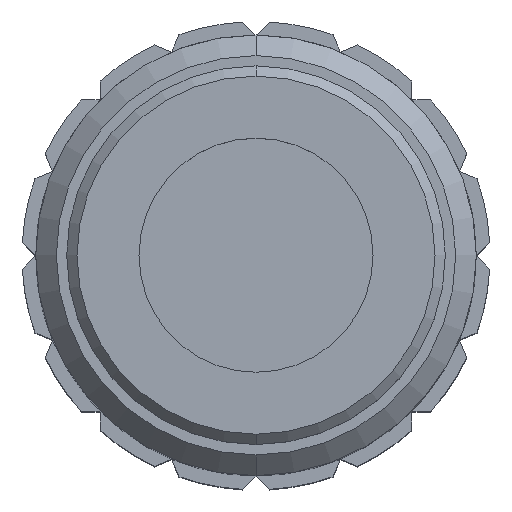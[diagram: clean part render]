
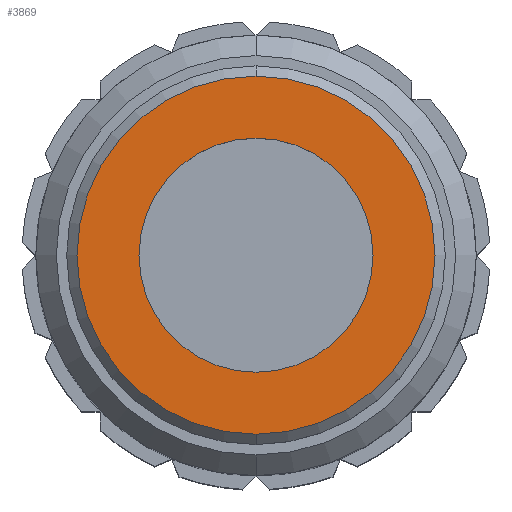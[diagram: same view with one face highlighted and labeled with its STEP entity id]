
A CAD part, top view. The second image highlights one B-rep face of the part: STEP entity #3869.
In plain terms, the highlighted planar face has unit normal (0, 0, 1).
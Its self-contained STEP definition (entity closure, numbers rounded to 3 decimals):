
#57 = EDGE_CURVE ( 'NONE', #2789, #2156, #4527, .T. ) ;
#85 = FACE_BOUND ( 'NONE', #120, .T. ) ;
#120 = EDGE_LOOP ( 'NONE', ( #590, #2449 ) ) ;
#402 = ORIENTED_EDGE ( 'NONE', *, *, #2030, .T. ) ;
#463 = DIRECTION ( 'NONE',  ( 0., 0., 1. ) ) ;
#581 = AXIS2_PLACEMENT_3D ( 'NONE', #4657, #800, #2734 ) ;
#590 = ORIENTED_EDGE ( 'NONE', *, *, #57, .F. ) ;
#594 = VERTEX_POINT ( 'NONE', #3119 ) ;
#611 = CARTESIAN_POINT ( 'NONE',  ( 0., 8.5, 66.5 ) ) ;
#800 = DIRECTION ( 'NONE',  ( 0., 0., 1. ) ) ;
#1291 = DIRECTION ( 'NONE',  ( 0., -1., 0. ) ) ;
#1410 = EDGE_CURVE ( 'NONE', #2156, #2789, #4252, .T. ) ;
#1743 = CARTESIAN_POINT ( 'NONE',  ( 0., 13.75, 66.5 ) ) ;
#1812 = VERTEX_POINT ( 'NONE', #1936 ) ;
#1896 = CARTESIAN_POINT ( 'NONE',  ( 0., 0., 66.5 ) ) ;
#1936 = CARTESIAN_POINT ( 'NONE',  ( 0., 13., 66.5 ) ) ;
#1965 = DIRECTION ( 'NONE',  ( 0., 0., 1. ) ) ;
#2030 = EDGE_CURVE ( 'NONE', #594, #1812, #4953, .T. ) ;
#2137 = DIRECTION ( 'NONE',  ( 0., 1., 0. ) ) ;
#2156 = VERTEX_POINT ( 'NONE', #611 ) ;
#2278 = AXIS2_PLACEMENT_3D ( 'NONE', #1743, #4433, #2137 ) ;
#2408 = CARTESIAN_POINT ( 'NONE',  ( 0., 0., 66.5 ) ) ;
#2449 = ORIENTED_EDGE ( 'NONE', *, *, #1410, .F. ) ;
#2734 = DIRECTION ( 'NONE',  ( 0., 1., 0. ) ) ;
#2789 = VERTEX_POINT ( 'NONE', #4748 ) ;
#2839 = DIRECTION ( 'NONE',  ( 0., 1., 0. ) ) ;
#2842 = EDGE_LOOP ( 'NONE', ( #4254, #402 ) ) ;
#3104 = EDGE_CURVE ( 'NONE', #1812, #594, #4126, .T. ) ;
#3119 = CARTESIAN_POINT ( 'NONE',  ( 0., -13., 66.5 ) ) ;
#3171 = AXIS2_PLACEMENT_3D ( 'NONE', #3248, #463, #1291 ) ;
#3175 = FACE_OUTER_BOUND ( 'NONE', #2842, .T. ) ;
#3248 = CARTESIAN_POINT ( 'NONE',  ( 0., 0., 66.5 ) ) ;
#3313 = AXIS2_PLACEMENT_3D ( 'NONE', #1896, #1965, #4229 ) ;
#3869 = ADVANCED_FACE ( 'NONE', ( #3175, #85 ), #4072, .F. ) ;
#4072 = PLANE ( 'NONE',  #2278 ) ;
#4126 = CIRCLE ( 'NONE', #581, 13. ) ;
#4229 = DIRECTION ( 'NONE',  ( 0., -1., 0. ) ) ;
#4252 = CIRCLE ( 'NONE', #3171, 8.5 ) ;
#4254 = ORIENTED_EDGE ( 'NONE', *, *, #3104, .T. ) ;
#4264 = AXIS2_PLACEMENT_3D ( 'NONE', #2408, #4709, #2839 ) ;
#4433 = DIRECTION ( 'NONE',  ( 0., 0., -1. ) ) ;
#4527 = CIRCLE ( 'NONE', #3313, 8.5 ) ;
#4657 = CARTESIAN_POINT ( 'NONE',  ( 0., 0., 66.5 ) ) ;
#4709 = DIRECTION ( 'NONE',  ( 0., 0., 1. ) ) ;
#4748 = CARTESIAN_POINT ( 'NONE',  ( 0., -8.5, 66.5 ) ) ;
#4953 = CIRCLE ( 'NONE', #4264, 13. ) ;
